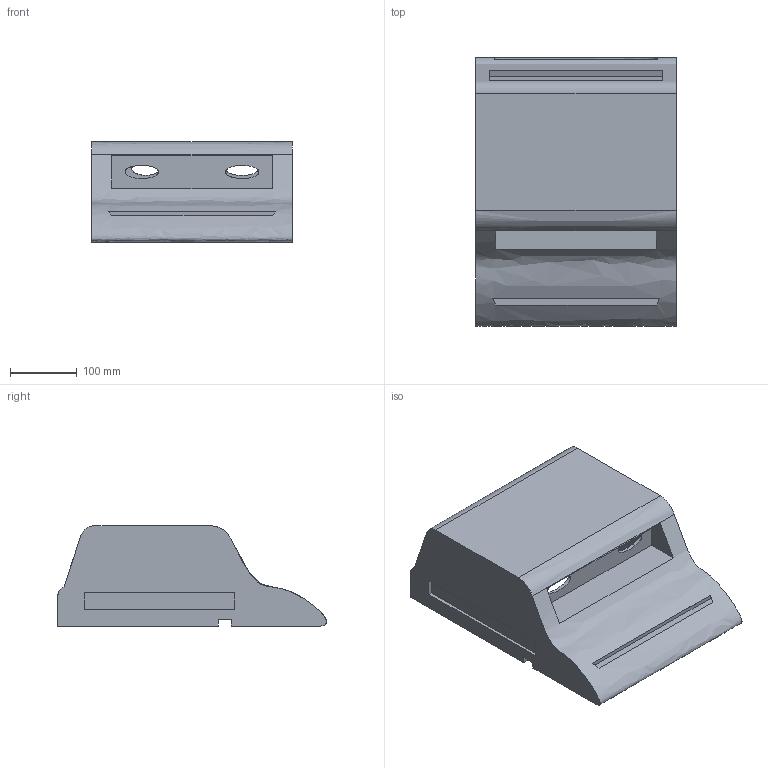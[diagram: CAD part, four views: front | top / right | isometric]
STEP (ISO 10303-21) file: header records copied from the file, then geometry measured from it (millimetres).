
FILE_DESCRIPTION(/* description */ (''),/* implementation_level */ '2;1');
FILE_NAME(/* name */ 'Top lid v2.step',/* time_stamp */ '2021-05-24T22:09:56+02:00',/* author */ (''),/* organization */ (''),/* preprocessor_version */ 'ST-DEVELOPER v18.1',/* originating_system */ 'Autodesk Translation Framework v10.6.0.1341',/* authorisation */ '');
FILE_SCHEMA (('AUTOMOTIVE_DESIGN { 1 0 10303 214 3 1 1 }'));
Length unit declared in the file: millimetre
Products named in the file (1): Top lid
Bounding box: 300 x 402.01 x 150 mm (x, y, z)
Volume: 4657885.1 mm3; surface area: 549611.7 mm2
Topology: 1 solids, 1 shells, 61 faces, 163 edges, 104 vertices
Faces by surface type: plane 49, bspline 9, cylinder 3
Entity records: 3236 total; most frequent: CARTESIAN_POINT 1760, ORIENTED_EDGE 326, DIRECTION 245, EDGE_CURVE 163, LINE 127, VECTOR 127, VERTEX_POINT 104, EDGE_LOOP 75
